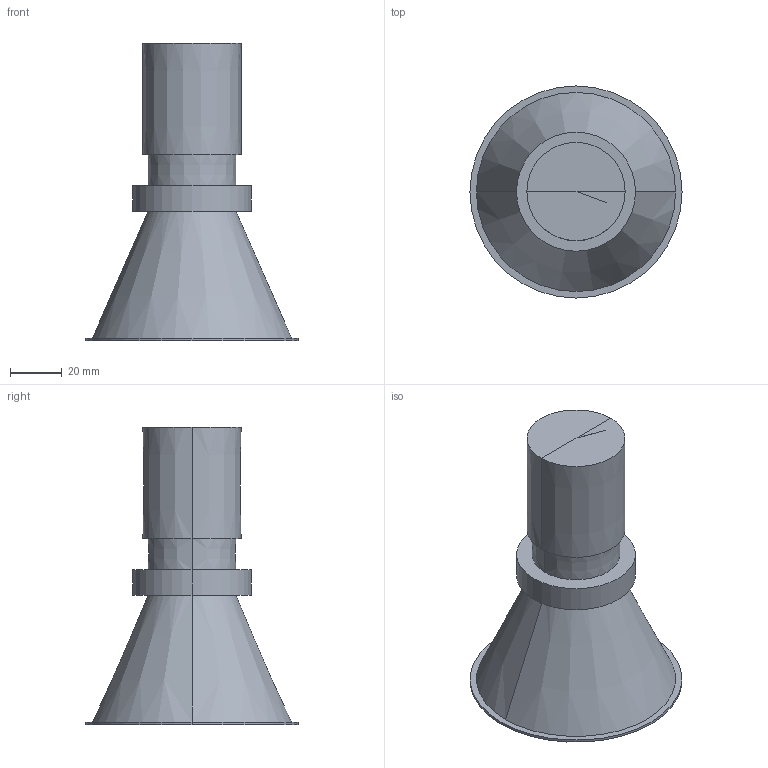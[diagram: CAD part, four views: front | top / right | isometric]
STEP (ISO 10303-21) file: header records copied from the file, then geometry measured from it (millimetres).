
FILE_DESCRIPTION (( 'STEP AP214' ), '1' );
FILE_NAME ('Faro 13 (áåç äðàéâåðà).STEP', '2018-07-04T15:36:41', ( '' ), ( '' ), 'SwSTEP 2.0', 'SolidWorks 2013', '' );
FILE_SCHEMA (( 'AUTOMOTIVE_DESIGN' ));
Length unit declared in the file: millimetre
Products named in the file (1): Faro 13 (áåç äðàéâåðà)
Bounding box: 82 x 82 x 115 mm (x, y, z)
Surface area: 31601.7 mm2 (no closed solid volume)
Topology: 0 solids, 1 shells, 21 faces, 44 edges, 26 vertices
Faces by surface type: cone 12, plane 5, cylinder 4
Entity records: 796 total; most frequent: DIRECTION 108, CARTESIAN_POINT 88, ORIENTED_EDGE 80, AXIS2_PLACEMENT_3D 46, EDGE_CURVE 40, EDGE_LOOP 26, VERTEX_POINT 26, CIRCLE 24
